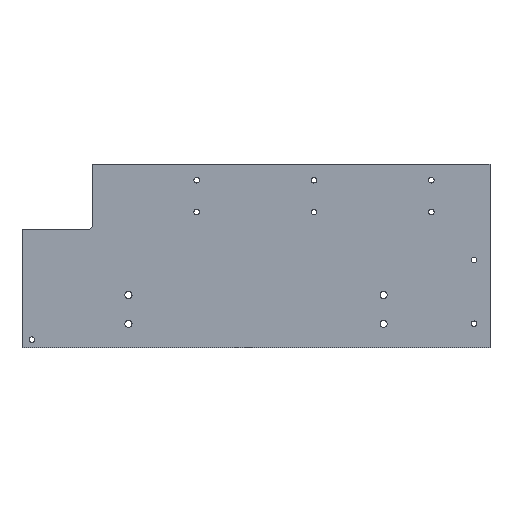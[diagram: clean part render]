
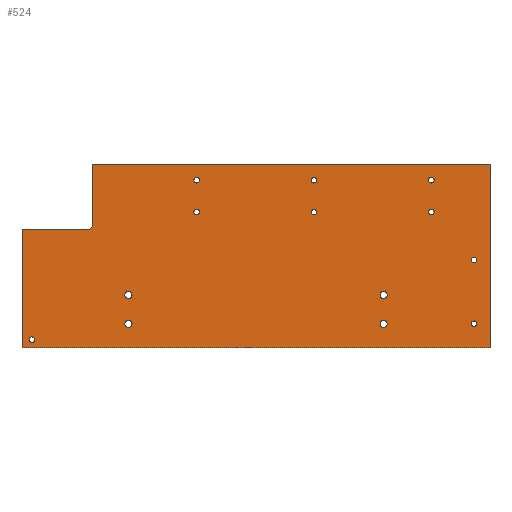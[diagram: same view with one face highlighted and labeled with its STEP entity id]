
A CAD part, top view. The second image highlights one B-rep face of the part: STEP entity #524.
In plain terms, the highlighted planar face has unit normal (0, 0, 1).
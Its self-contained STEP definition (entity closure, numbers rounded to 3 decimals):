
#41=FACE_BOUND('',#128,.T.);
#42=FACE_BOUND('',#129,.T.);
#43=FACE_BOUND('',#130,.T.);
#44=FACE_BOUND('',#131,.T.);
#45=FACE_BOUND('',#132,.T.);
#46=FACE_BOUND('',#133,.T.);
#47=FACE_BOUND('',#134,.T.);
#48=FACE_BOUND('',#135,.T.);
#49=FACE_BOUND('',#136,.T.);
#50=FACE_BOUND('',#137,.T.);
#51=FACE_BOUND('',#138,.T.);
#52=FACE_BOUND('',#139,.T.);
#53=FACE_BOUND('',#140,.T.);
#62=PLANE('',#594);
#88=FACE_OUTER_BOUND('',#127,.T.);
#127=EDGE_LOOP('',(#475,#476,#477,#478,#479,#480,#481));
#128=EDGE_LOOP('',(#482));
#129=EDGE_LOOP('',(#483));
#130=EDGE_LOOP('',(#484));
#131=EDGE_LOOP('',(#485));
#132=EDGE_LOOP('',(#486));
#133=EDGE_LOOP('',(#487));
#134=EDGE_LOOP('',(#488));
#135=EDGE_LOOP('',(#489));
#136=EDGE_LOOP('',(#490));
#137=EDGE_LOOP('',(#491));
#138=EDGE_LOOP('',(#492));
#139=EDGE_LOOP('',(#493));
#140=EDGE_LOOP('',(#494));
#157=LINE('',#825,#195);
#160=LINE('',#830,#198);
#163=LINE('',#836,#201);
#164=LINE('',#838,#202);
#165=LINE('',#841,#203);
#168=LINE('',#846,#206);
#169=LINE('',#848,#207);
#195=VECTOR('',#675,10.);
#198=VECTOR('',#680,10.);
#201=VECTOR('',#685,10.);
#202=VECTOR('',#688,10.);
#203=VECTOR('',#691,10.);
#206=VECTOR('',#696,10.);
#207=VECTOR('',#699,10.);
#231=CIRCLE('',#556,2.25);
#233=CIRCLE('',#560,2.25);
#235=CIRCLE('',#564,2.25);
#237=CIRCLE('',#568,2.25);
#238=CIRCLE('',#577,1.75);
#239=CIRCLE('',#579,1.75);
#240=CIRCLE('',#581,1.75);
#241=CIRCLE('',#583,1.75);
#242=CIRCLE('',#585,1.75);
#243=CIRCLE('',#587,1.75);
#244=CIRCLE('',#589,1.75);
#245=CIRCLE('',#591,1.75);
#246=CIRCLE('',#593,1.75);
#268=VERTEX_POINT('',#794);
#270=VERTEX_POINT('',#802);
#272=VERTEX_POINT('',#810);
#274=VERTEX_POINT('',#818);
#275=VERTEX_POINT('',#822);
#276=VERTEX_POINT('',#824);
#277=VERTEX_POINT('',#828);
#278=VERTEX_POINT('',#832);
#279=VERTEX_POINT('',#834);
#280=VERTEX_POINT('',#840);
#281=VERTEX_POINT('',#844);
#282=VERTEX_POINT('',#850);
#283=VERTEX_POINT('',#854);
#284=VERTEX_POINT('',#858);
#285=VERTEX_POINT('',#862);
#286=VERTEX_POINT('',#866);
#287=VERTEX_POINT('',#870);
#288=VERTEX_POINT('',#874);
#289=VERTEX_POINT('',#878);
#290=VERTEX_POINT('',#882);
#314=EDGE_CURVE('',#268,#268,#231,.T.);
#318=EDGE_CURVE('',#270,#270,#233,.T.);
#322=EDGE_CURVE('',#272,#272,#235,.T.);
#326=EDGE_CURVE('',#274,#274,#237,.T.);
#328=EDGE_CURVE('',#275,#276,#157,.T.);
#331=EDGE_CURVE('',#275,#277,#160,.T.);
#334=EDGE_CURVE('',#278,#279,#163,.T.);
#335=EDGE_CURVE('',#277,#278,#164,.T.);
#336=EDGE_CURVE('',#280,#276,#165,.T.);
#339=EDGE_CURVE('',#279,#281,#168,.T.);
#340=EDGE_CURVE('',#281,#280,#169,.T.);
#341=EDGE_CURVE('',#282,#282,#238,.T.);
#343=EDGE_CURVE('',#283,#283,#239,.T.);
#345=EDGE_CURVE('',#284,#284,#240,.T.);
#347=EDGE_CURVE('',#285,#285,#241,.T.);
#349=EDGE_CURVE('',#286,#286,#242,.T.);
#351=EDGE_CURVE('',#287,#287,#243,.T.);
#353=EDGE_CURVE('',#288,#288,#244,.T.);
#355=EDGE_CURVE('',#289,#289,#245,.T.);
#357=EDGE_CURVE('',#290,#290,#246,.T.);
#475=ORIENTED_EDGE('',*,*,#335,.T.);
#476=ORIENTED_EDGE('',*,*,#334,.T.);
#477=ORIENTED_EDGE('',*,*,#339,.T.);
#478=ORIENTED_EDGE('',*,*,#340,.T.);
#479=ORIENTED_EDGE('',*,*,#336,.T.);
#480=ORIENTED_EDGE('',*,*,#328,.F.);
#481=ORIENTED_EDGE('',*,*,#331,.T.);
#482=ORIENTED_EDGE('',*,*,#314,.T.);
#483=ORIENTED_EDGE('',*,*,#318,.T.);
#484=ORIENTED_EDGE('',*,*,#322,.T.);
#485=ORIENTED_EDGE('',*,*,#326,.T.);
#486=ORIENTED_EDGE('',*,*,#341,.T.);
#487=ORIENTED_EDGE('',*,*,#343,.T.);
#488=ORIENTED_EDGE('',*,*,#345,.T.);
#489=ORIENTED_EDGE('',*,*,#347,.T.);
#490=ORIENTED_EDGE('',*,*,#349,.T.);
#491=ORIENTED_EDGE('',*,*,#351,.T.);
#492=ORIENTED_EDGE('',*,*,#353,.T.);
#493=ORIENTED_EDGE('',*,*,#355,.T.);
#494=ORIENTED_EDGE('',*,*,#357,.T.);
#524=ADVANCED_FACE('',(#88,#41,#42,#43,#44,#45,#46,#47,#48,#49,#50,#51,
#52,#53),#62,.T.);
#556=AXIS2_PLACEMENT_3D('',#796,#640,#641);
#560=AXIS2_PLACEMENT_3D('',#804,#650,#651);
#564=AXIS2_PLACEMENT_3D('',#812,#660,#661);
#568=AXIS2_PLACEMENT_3D('',#820,#670,#671);
#577=AXIS2_PLACEMENT_3D('',#851,#702,#703);
#579=AXIS2_PLACEMENT_3D('',#855,#707,#708);
#581=AXIS2_PLACEMENT_3D('',#859,#712,#713);
#583=AXIS2_PLACEMENT_3D('',#863,#717,#718);
#585=AXIS2_PLACEMENT_3D('',#867,#722,#723);
#587=AXIS2_PLACEMENT_3D('',#871,#727,#728);
#589=AXIS2_PLACEMENT_3D('',#875,#732,#733);
#591=AXIS2_PLACEMENT_3D('',#879,#737,#738);
#593=AXIS2_PLACEMENT_3D('',#883,#742,#743);
#594=AXIS2_PLACEMENT_3D('',#885,#745,#746);
#640=DIRECTION('center_axis',(0.,0.,-1.));
#641=DIRECTION('ref_axis',(-1.,0.,0.));
#650=DIRECTION('center_axis',(0.,0.,-1.));
#651=DIRECTION('ref_axis',(-1.,0.,0.));
#660=DIRECTION('center_axis',(0.,0.,-1.));
#661=DIRECTION('ref_axis',(-1.,0.,0.));
#670=DIRECTION('center_axis',(0.,0.,-1.));
#671=DIRECTION('ref_axis',(-1.,0.,0.));
#675=DIRECTION('',(0.707,0.707,0.));
#680=DIRECTION('',(-1.,0.,0.));
#685=DIRECTION('',(1.,0.,0.));
#688=DIRECTION('',(0.,-1.,0.));
#691=DIRECTION('',(0.,-1.,0.));
#696=DIRECTION('',(0.,1.,0.));
#699=DIRECTION('',(-1.,0.,0.));
#702=DIRECTION('center_axis',(0.,0.,-1.));
#703=DIRECTION('ref_axis',(1.,0.,0.));
#707=DIRECTION('center_axis',(0.,0.,-1.));
#708=DIRECTION('ref_axis',(1.,0.,0.));
#712=DIRECTION('center_axis',(0.,0.,-1.));
#713=DIRECTION('ref_axis',(1.,0.,0.));
#717=DIRECTION('center_axis',(0.,0.,-1.));
#718=DIRECTION('ref_axis',(1.,0.,0.));
#722=DIRECTION('center_axis',(0.,0.,-1.));
#723=DIRECTION('ref_axis',(1.,0.,0.));
#727=DIRECTION('center_axis',(0.,0.,-1.));
#728=DIRECTION('ref_axis',(1.,0.,0.));
#732=DIRECTION('center_axis',(0.,0.,-1.));
#733=DIRECTION('ref_axis',(1.,0.,0.));
#737=DIRECTION('center_axis',(0.,0.,-1.));
#738=DIRECTION('ref_axis',(1.,0.,0.));
#742=DIRECTION('center_axis',(0.,0.,-1.));
#743=DIRECTION('ref_axis',(1.,0.,0.));
#745=DIRECTION('center_axis',(0.,0.,1.));
#746=DIRECTION('ref_axis',(1.,0.,0.));
#794=CARTESIAN_POINT('',(147.55,-51.602,676.6));
#796=CARTESIAN_POINT('Origin',(145.3,-51.602,676.6));
#802=CARTESIAN_POINT('',(147.55,-33.602,676.6));
#804=CARTESIAN_POINT('Origin',(145.3,-33.602,676.6));
#810=CARTESIAN_POINT('',(307.55,-51.602,676.6));
#812=CARTESIAN_POINT('Origin',(305.3,-51.602,676.6));
#818=CARTESIAN_POINT('',(307.55,-33.602,676.6));
#820=CARTESIAN_POINT('Origin',(305.3,-33.602,676.6));
#822=CARTESIAN_POINT('',(121.063,7.398,676.6));
#824=CARTESIAN_POINT('',(123.063,9.398,676.6));
#825=CARTESIAN_POINT('',(180.172,66.507,676.6));
#828=CARTESIAN_POINT('',(78.563,7.398,676.6));
#830=CARTESIAN_POINT('',(168.063,7.398,676.6));
#832=CARTESIAN_POINT('',(78.563,-66.602,676.6));
#834=CARTESIAN_POINT('',(372.,-66.602,676.6));
#836=CARTESIAN_POINT('',(692.,-66.602,676.6));
#838=CARTESIAN_POINT('',(78.563,-37.852,676.6));
#840=CARTESIAN_POINT('',(123.063,48.398,676.6));
#841=CARTESIAN_POINT('',(123.063,7.398,676.6));
#844=CARTESIAN_POINT('',(372.,48.398,676.6));
#846=CARTESIAN_POINT('',(372.,-9.102,676.6));
#848=CARTESIAN_POINT('',(72.,48.398,676.6));
#850=CARTESIAN_POINT('',(333.463,18.398,676.6));
#851=CARTESIAN_POINT('Origin',(335.213,18.398,676.6));
#854=CARTESIAN_POINT('',(333.463,38.398,676.6));
#855=CARTESIAN_POINT('Origin',(335.213,38.398,676.6));
#858=CARTESIAN_POINT('',(186.313,38.398,676.6));
#859=CARTESIAN_POINT('Origin',(188.063,38.398,676.6));
#862=CARTESIAN_POINT('',(360.25,-11.602,676.6));
#863=CARTESIAN_POINT('Origin',(362.,-11.602,676.6));
#866=CARTESIAN_POINT('',(360.25,-51.602,676.6));
#867=CARTESIAN_POINT('Origin',(362.,-51.602,676.6));
#870=CARTESIAN_POINT('',(259.888,18.398,676.6));
#871=CARTESIAN_POINT('Origin',(261.638,18.398,676.6));
#874=CARTESIAN_POINT('',(259.888,38.398,676.6));
#875=CARTESIAN_POINT('Origin',(261.638,38.398,676.6));
#878=CARTESIAN_POINT('',(186.313,18.398,676.6));
#879=CARTESIAN_POINT('Origin',(188.063,18.398,676.6));
#882=CARTESIAN_POINT('',(82.957,-61.602,676.6));
#883=CARTESIAN_POINT('Origin',(84.707,-61.602,676.6));
#885=CARTESIAN_POINT('Origin',(372.,-9.102,676.6));
